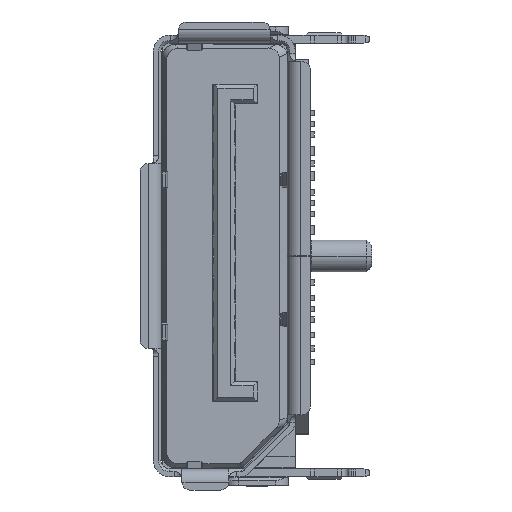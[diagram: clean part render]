
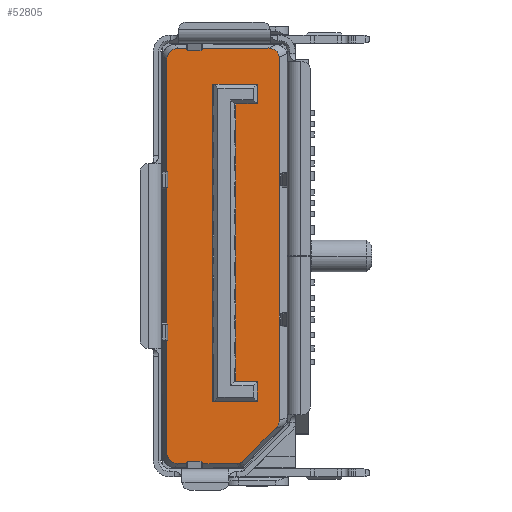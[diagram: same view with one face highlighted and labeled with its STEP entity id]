
A CAD part, left-side view. The second image highlights one B-rep face of the part: STEP entity #52805.
In plain terms, the highlighted planar face has unit normal (-1, 0, 0).
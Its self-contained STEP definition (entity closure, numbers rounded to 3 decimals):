
#1854=DIRECTION('',(0.,0.,-1.));
#1855=VECTOR('',#1854,14.806);
#1856=CARTESIAN_POINT('',(7.74,0.445,
-0.947));
#1857=LINE('',#1856,#1855);
#1927=CARTESIAN_POINT('',(7.74,-0.002,
-0.5));
#1928=CARTESIAN_POINT('',(7.74,0.044,
-0.5));
#1929=CARTESIAN_POINT('',(7.74,0.131,
-0.513));
#1930=CARTESIAN_POINT('',(7.74,0.233,
-0.554));
#1931=CARTESIAN_POINT('',(7.74,0.328,
-0.627));
#1932=CARTESIAN_POINT('',(7.74,0.396,
-0.722));
#1933=CARTESIAN_POINT('',(7.74,0.434,
-0.822));
#1934=CARTESIAN_POINT('',(7.74,0.445,
-0.904));
#1935=CARTESIAN_POINT('',(7.74,0.445,
-0.947));
#23503=CARTESIAN_POINT('',(7.74,0.445,
-15.753));
#23504=CARTESIAN_POINT('',(7.74,0.445,
-15.799));
#23505=CARTESIAN_POINT('',(7.74,0.432,
-15.886));
#23506=CARTESIAN_POINT('',(7.74,0.391,
-15.988));
#23507=CARTESIAN_POINT('',(7.74,0.318,
-16.083));
#23508=CARTESIAN_POINT('',(7.74,0.223,
-16.151));
#23509=CARTESIAN_POINT('',(7.74,0.123,
-16.189));
#23510=CARTESIAN_POINT('',(7.74,0.041,
-16.2));
#23511=CARTESIAN_POINT('',(7.74,-0.002,
-16.2));
#23529=CARTESIAN_POINT('',(7.74,-3.375,
-0.5));
#23530=CARTESIAN_POINT('',(7.74,-3.505,
-0.5));
#23531=CARTESIAN_POINT('',(7.74,-3.653,
-0.547));
#23532=CARTESIAN_POINT('',(7.74,-3.778,
-0.681));
#23533=CARTESIAN_POINT('',(7.74,-3.81,
-0.779));
#23534=CARTESIAN_POINT('',(7.74,-3.81,
-0.844));
#23539=CARTESIAN_POINT('',(7.74,-3.81,
-14.56));
#23540=CARTESIAN_POINT('',(7.74,-3.81,
-14.623));
#23541=CARTESIAN_POINT('',(7.74,-3.776,
-14.736));
#23542=CARTESIAN_POINT('',(7.74,-3.704,
-14.833));
#23543=CARTESIAN_POINT('',(7.74,-3.659,
-14.878));
#23548=DIRECTION('',(0.,0.707,-0.707));
#23549=VECTOR('',#23548,1.758);
#23550=CARTESIAN_POINT('',(7.74,-3.659,
-14.878));
#23551=LINE('',#23550,#23549);
#23555=CARTESIAN_POINT('',(7.74,-2.416,
-16.121));
#23556=CARTESIAN_POINT('',(7.74,-2.364,
-16.174));
#23557=CARTESIAN_POINT('',(7.74,-2.301,
-16.2));
#23558=CARTESIAN_POINT('',(7.74,-2.227,
-16.2));
#23563=DIRECTION('',(0.,1.,0.));
#23564=VECTOR('',#23563,2.225);
#23565=CARTESIAN_POINT('',(7.74,-2.227,
-16.2));
#23566=LINE('',#23565,#23564);
#23570=DIRECTION('',(0.,-1.,0.));
#23571=VECTOR('',#23570,3.373);
#23572=CARTESIAN_POINT('',(7.74,-0.002,
-0.5));
#23573=LINE('',#23572,#23571);
#23803=DIRECTION('',(0.,0.,1.));
#23804=VECTOR('',#23803,13.716);
#23805=CARTESIAN_POINT('',(7.74,-3.81,
-14.56));
#23806=LINE('',#23805,#23804);
#24139=DIRECTION('',(0.,0.,1.));
#24140=VECTOR('',#24139,12.);
#24141=CARTESIAN_POINT('',(7.74,-1.29,
-13.85));
#24142=LINE('',#24141,#24140);
#24370=DIRECTION('',(0.,-1.,0.));
#24371=VECTOR('',#24370,1.69);
#24372=CARTESIAN_POINT('',(7.74,-1.29,
-1.85));
#24373=LINE('',#24372,#24371);
#24454=DIRECTION('',(0.,0.,-1.));
#24455=VECTOR('',#24454,10.5);
#24456=CARTESIAN_POINT('',(7.74,-2.17,
-2.6));
#24457=LINE('',#24456,#24455);
#25420=DIRECTION('',(0.,-1.,0.));
#25421=VECTOR('',#25420,0.81);
#25422=CARTESIAN_POINT('',(7.74,-2.17,
-13.1));
#25423=LINE('',#25422,#25421);
#25434=DIRECTION('',(0.,0.,-1.));
#25435=VECTOR('',#25434,0.75);
#25436=CARTESIAN_POINT('',(7.74,-2.98,
-13.1));
#25437=LINE('',#25436,#25435);
#25448=DIRECTION('',(0.,1.,0.));
#25449=VECTOR('',#25448,1.69);
#25450=CARTESIAN_POINT('',(7.74,-2.98,
-13.85));
#25451=LINE('',#25450,#25449);
#26638=DIRECTION('',(0.,0.,-1.));
#26639=VECTOR('',#26638,0.75);
#26640=CARTESIAN_POINT('',(7.74,-2.98,
-1.85));
#26641=LINE('',#26640,#26639);
#26666=DIRECTION('',(0.,1.,0.));
#26667=VECTOR('',#26666,0.81);
#26668=CARTESIAN_POINT('',(7.74,-2.98,
-2.6));
#26669=LINE('',#26668,#26667);
#30009=CARTESIAN_POINT('',(7.74,0.445,
-0.947));
#30011=VERTEX_POINT('',#30009);
#30012=CARTESIAN_POINT('',(7.74,0.445,
-15.753));
#30013=VERTEX_POINT('',#30012);
#30023=CARTESIAN_POINT('',(7.74,-0.002,
-0.5));
#30024=VERTEX_POINT('',#30023);
#30066=CARTESIAN_POINT('',(7.74,-3.375,
-0.5));
#30067=VERTEX_POINT('',#30066);
#30142=VERTEX_POINT('',#23511);
#30143=VERTEX_POINT('',#23534);
#30144=CARTESIAN_POINT('',(7.74,-3.81,
-14.56));
#30145=VERTEX_POINT('',#30144);
#30146=VERTEX_POINT('',#23543);
#30147=CARTESIAN_POINT('',(7.74,-2.416,
-16.121));
#30148=VERTEX_POINT('',#30147);
#30149=VERTEX_POINT('',#23558);
#30150=CARTESIAN_POINT('',(7.74,-2.98,
-1.85));
#30151=CARTESIAN_POINT('',(7.74,-2.98,
-2.6));
#30152=VERTEX_POINT('',#30150);
#30153=VERTEX_POINT('',#30151);
#30154=CARTESIAN_POINT('',(7.74,-2.98,
-13.1));
#30155=CARTESIAN_POINT('',(7.74,-2.98,
-13.85));
#30156=VERTEX_POINT('',#30154);
#30157=VERTEX_POINT('',#30155);
#30559=CARTESIAN_POINT('',(7.74,-2.17,
-2.6));
#30560=VERTEX_POINT('',#30559);
#30563=CARTESIAN_POINT('',(7.74,-2.17,
-13.1));
#30564=VERTEX_POINT('',#30563);
#30569=CARTESIAN_POINT('',(7.74,-1.29,
-13.85));
#30571=VERTEX_POINT('',#30569);
#30574=CARTESIAN_POINT('',(7.74,-1.29,
-1.85));
#30576=VERTEX_POINT('',#30574);
#52763=CARTESIAN_POINT('',(7.74,-1.34,
-0.35));
#52764=DIRECTION('',(1.,0.,0.));
#52765=DIRECTION('',(0.,1.,0.));
#52766=AXIS2_PLACEMENT_3D('',#52763,#52764,#52765);
#52767=PLANE('',#52766);
#52769=ORIENTED_EDGE('',*,*,#52768,.T.);
#52771=ORIENTED_EDGE('',*,*,#52770,.F.);
#52773=ORIENTED_EDGE('',*,*,#52772,.T.);
#52775=ORIENTED_EDGE('',*,*,#52774,.T.);
#52777=ORIENTED_EDGE('',*,*,#52776,.T.);
#52779=ORIENTED_EDGE('',*,*,#52778,.T.);
#52780=ORIENTED_EDGE('',*,*,#52754,.F.);
#52781=ORIENTED_EDGE('',*,*,#35058,.F.);
#52782=ORIENTED_EDGE('',*,*,#35098,.F.);
#52784=ORIENTED_EDGE('',*,*,#52783,.T.);
#52785=EDGE_LOOP('',(#52769,#52771,#52773,#52775,#52777,#52779,#52780,#52781,
#52782,#52784));
#52786=FACE_OUTER_BOUND('',#52785,.F.);
#52788=ORIENTED_EDGE('',*,*,#52787,.F.);
#52790=ORIENTED_EDGE('',*,*,#52789,.F.);
#52792=ORIENTED_EDGE('',*,*,#52791,.F.);
#52794=ORIENTED_EDGE('',*,*,#52793,.F.);
#52796=ORIENTED_EDGE('',*,*,#52795,.F.);
#52798=ORIENTED_EDGE('',*,*,#52797,.F.);
#52800=ORIENTED_EDGE('',*,*,#52799,.F.);
#52802=ORIENTED_EDGE('',*,*,#52801,.F.);
#52803=EDGE_LOOP('',(#52788,#52790,#52792,#52794,#52796,#52798,#52800,#52802));
#52804=FACE_BOUND('',#52803,.F.);
#52805=ADVANCED_FACE('',(#52786,#52804),#52767,.F.);
#1936=B_SPLINE_CURVE_WITH_KNOTS('',3,(#1927,#1928,#1929,#1930,#1931,#1932,#1933,
#1934,#1935),.UNSPECIFIED.,.F.,.F.,(4,1,1,1,1,1,4),(0.,0.167,
0.333,0.5,0.667,0.833,1.),
.UNSPECIFIED.);
#23512=B_SPLINE_CURVE_WITH_KNOTS('',3,(#23503,#23504,#23505,#23506,#23507,
#23508,#23509,#23510,#23511),.UNSPECIFIED.,.F.,.F.,(4,1,1,1,1,1,4),(0.,
0.167,0.333,0.5,0.667,0.833,
1.),.UNSPECIFIED.);
#23535=B_SPLINE_CURVE_WITH_KNOTS('',3,(#23529,#23530,#23531,#23532,#23533,
#23534),.UNSPECIFIED.,.F.,.F.,(4,1,1,4),(0.,0.5,0.75,1.),.UNSPECIFIED.);
#23544=B_SPLINE_CURVE_WITH_KNOTS('',3,(#23539,#23540,#23541,#23542,#23543),
.UNSPECIFIED.,.F.,.F.,(4,1,4),(0.,0.5,1.),.UNSPECIFIED.);
#23559=B_SPLINE_CURVE_WITH_KNOTS('',3,(#23555,#23556,#23557,#23558),
.UNSPECIFIED.,.F.,.F.,(4,4),(0.,1.),.UNSPECIFIED.);
#35058=EDGE_CURVE('',#30011,#30013,#1857,.T.);
#35098=EDGE_CURVE('',#30024,#30011,#1936,.T.);
#52754=EDGE_CURVE('',#30013,#30142,#23512,.T.);
#52768=EDGE_CURVE('',#30067,#30143,#23535,.T.);
#52770=EDGE_CURVE('',#30145,#30143,#23806,.T.);
#52772=EDGE_CURVE('',#30145,#30146,#23544,.T.);
#52774=EDGE_CURVE('',#30146,#30148,#23551,.T.);
#52776=EDGE_CURVE('',#30148,#30149,#23559,.T.);
#52778=EDGE_CURVE('',#30149,#30142,#23566,.T.);
#52783=EDGE_CURVE('',#30024,#30067,#23573,.T.);
#52787=EDGE_CURVE('',#30571,#30576,#24142,.T.);
#52789=EDGE_CURVE('',#30157,#30571,#25451,.T.);
#52791=EDGE_CURVE('',#30156,#30157,#25437,.T.);
#52793=EDGE_CURVE('',#30564,#30156,#25423,.T.);
#52795=EDGE_CURVE('',#30560,#30564,#24457,.T.);
#52797=EDGE_CURVE('',#30153,#30560,#26669,.T.);
#52799=EDGE_CURVE('',#30152,#30153,#26641,.T.);
#52801=EDGE_CURVE('',#30576,#30152,#24373,.T.);
